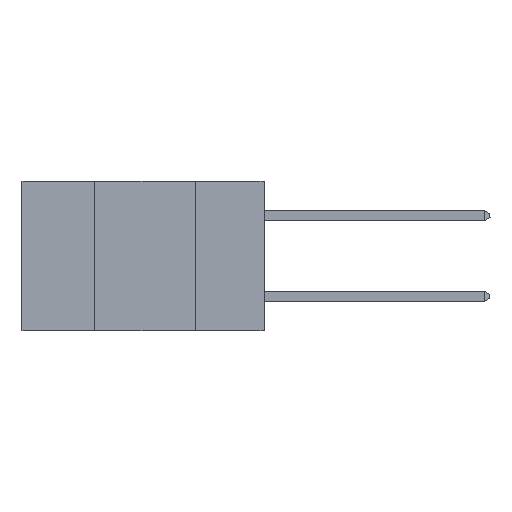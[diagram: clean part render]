
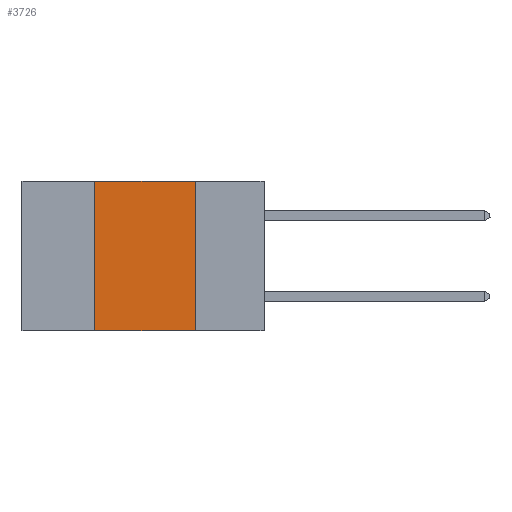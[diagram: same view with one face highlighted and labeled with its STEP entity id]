
A CAD part, left-side view. The second image highlights one B-rep face of the part: STEP entity #3726.
In plain terms, the highlighted planar face has unit normal (-1, 0, 0).
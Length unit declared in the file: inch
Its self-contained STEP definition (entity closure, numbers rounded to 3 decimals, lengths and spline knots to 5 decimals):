
#266 = DIRECTION ( 'NONE',  ( 0., 0., -1. ) ) ;
#296 = ORIENTED_EDGE ( 'NONE', *, *, #3756, .F. ) ;
#332 = DIRECTION ( 'NONE',  ( 0., -1., 0. ) ) ;
#458 = DIRECTION ( 'NONE',  ( 0., 0., -1. ) ) ;
#504 = CARTESIAN_POINT ( 'NONE',  ( 0., 0.17, -0.37 ) ) ;
#577 = DIRECTION ( 'NONE',  ( 0., -1., 0. ) ) ;
#1598 = VERTEX_POINT ( 'NONE', #3453 ) ;
#2105 = VECTOR ( 'NONE', #577, 39.37008 ) ;
#2155 = LINE ( 'NONE', #7440, #10207 ) ;
#2215 = LINE ( 'NONE', #6143, #5139 ) ;
#2356 = ORIENTED_EDGE ( 'NONE', *, *, #4970, .T. ) ;
#2645 = ORIENTED_EDGE ( 'NONE', *, *, #4280, .F. ) ;
#2683 = CARTESIAN_POINT ( 'NONE',  ( 0., 0.6, -0.37 ) ) ;
#3453 = CARTESIAN_POINT ( 'NONE',  ( 0., 0.42, -0.37 ) ) ;
#3726 = ADVANCED_FACE ( 'NONE', ( #6353 ), #7243, .F. ) ;
#3756 = EDGE_CURVE ( 'NONE', #12163, #10317, #2155, .T. ) ;
#4151 = DIRECTION ( 'NONE',  ( 0., 0., 1. ) ) ;
#4280 = EDGE_CURVE ( 'NONE', #1598, #8270, #13501, .T. ) ;
#4970 = EDGE_CURVE ( 'NONE', #1598, #10317, #11828, .T. ) ;
#5139 = VECTOR ( 'NONE', #332, 39.37008 ) ;
#6143 = CARTESIAN_POINT ( 'NONE',  ( 0., 0.6, 0. ) ) ;
#6353 = FACE_OUTER_BOUND ( 'NONE', #11032, .T. ) ;
#7243 = PLANE ( 'NONE',  #14002 ) ;
#7440 = CARTESIAN_POINT ( 'NONE',  ( 0., 0.17, 0. ) ) ;
#7837 = ORIENTED_EDGE ( 'NONE', *, *, #13074, .F. ) ;
#8270 = VERTEX_POINT ( 'NONE', #11581 ) ;
#9552 = DIRECTION ( 'NONE',  ( 1., 0., 0. ) ) ;
#9653 = CARTESIAN_POINT ( 'NONE',  ( 0., 0.6, 0. ) ) ;
#10207 = VECTOR ( 'NONE', #458, 39.37008 ) ;
#10317 = VERTEX_POINT ( 'NONE', #504 ) ;
#10987 = CARTESIAN_POINT ( 'NONE',  ( 0., 0.17, 0. ) ) ;
#11032 = EDGE_LOOP ( 'NONE', ( #296, #7837, #2645, #2356 ) ) ;
#11581 = CARTESIAN_POINT ( 'NONE',  ( 0., 0.42, 0. ) ) ;
#11828 = LINE ( 'NONE', #2683, #2105 ) ;
#12163 = VERTEX_POINT ( 'NONE', #10987 ) ;
#13074 = EDGE_CURVE ( 'NONE', #8270, #12163, #2215, .T. ) ;
#13501 = LINE ( 'NONE', #14871, #15166 ) ;
#14002 = AXIS2_PLACEMENT_3D ( 'NONE', #9653, #9552, #266 ) ;
#14871 = CARTESIAN_POINT ( 'NONE',  ( 0., 0.42, 0. ) ) ;
#15166 = VECTOR ( 'NONE', #4151, 39.37008 ) ;
